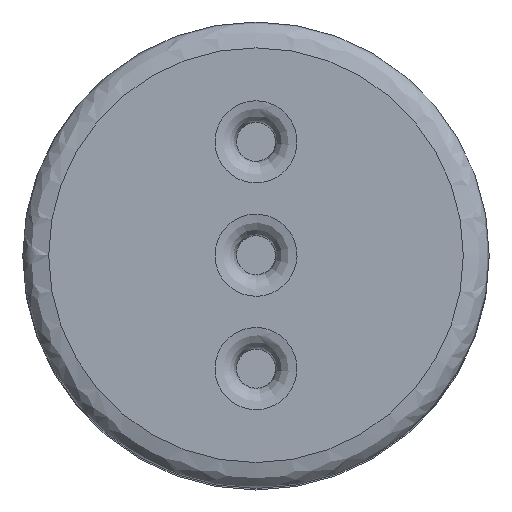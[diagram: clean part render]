
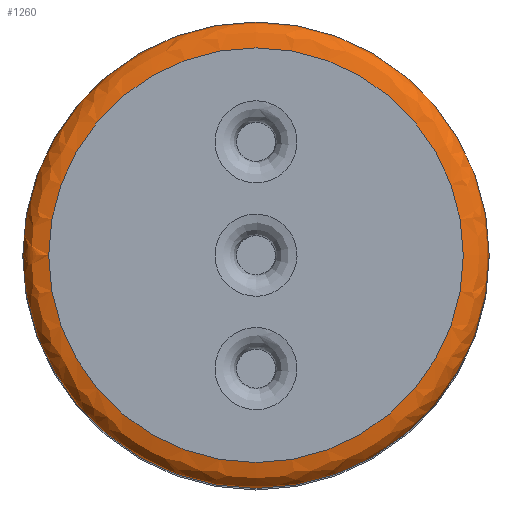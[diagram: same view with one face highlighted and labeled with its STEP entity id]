
A CAD part, top view. The second image highlights one B-rep face of the part: STEP entity #1260.
In plain terms, the highlighted free-form (B-spline) face has degree [3, 3] with [4, 7] control points.
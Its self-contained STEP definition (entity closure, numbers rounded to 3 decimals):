
#190=CARTESIAN_POINT('',(-10.8,-0.,40.999));
#191=VERTEX_POINT('',#190);
#192=CARTESIAN_POINT('',(-0.,0.,40.999));
#193=DIRECTION('',(0.,0.,1.));
#194=DIRECTION('',(-1.,0.,0.));
#195=AXIS2_PLACEMENT_3D('',#192,#193,#194);
#196=CIRCLE('',#195,10.8);
#197=EDGE_CURVE('',#191,#191,#196,.T.);
#1207=CARTESIAN_POINT('',(-9.6,-0.,41.999));
#1208=VERTEX_POINT('',#1207);
#1209=CARTESIAN_POINT('',(-0.,0.,41.999));
#1210=DIRECTION('',(0.,0.,1.));
#1211=DIRECTION('',(-1.,-0.,0.));
#1212=AXIS2_PLACEMENT_3D('',#1209,#1210,#1211);
#1213=CIRCLE('',#1212,9.6);
#1214=EDGE_CURVE('',#1208,#1208,#1213,.T.);
#1219=CARTESIAN_POINT('',(-10.8,0.,40.999));
#1220=CARTESIAN_POINT('',(-10.8,21.6,40.999));
#1221=CARTESIAN_POINT('',(10.8,21.6,40.999));
#1222=CARTESIAN_POINT('',(10.8,0.,40.999));
#1223=CARTESIAN_POINT('',(10.8,-21.6,40.999));
#1224=CARTESIAN_POINT('',(-10.8,-21.6,40.999));
#1225=CARTESIAN_POINT('',(-10.8,0.,40.999));
#1226=CARTESIAN_POINT('',(-10.8,0.,41.499));
#1227=CARTESIAN_POINT('',(-10.8,21.6,41.499));
#1228=CARTESIAN_POINT('',(10.8,21.6,41.499));
#1229=CARTESIAN_POINT('',(10.8,0.,41.499));
#1230=CARTESIAN_POINT('',(10.8,-21.6,41.499));
#1231=CARTESIAN_POINT('',(-10.8,-21.6,41.499));
#1232=CARTESIAN_POINT('',(-10.8,0.,41.499));
#1233=CARTESIAN_POINT('',(-10.4,0.,41.999));
#1234=CARTESIAN_POINT('',(-10.4,20.8,41.999));
#1235=CARTESIAN_POINT('',(10.4,20.8,41.999));
#1236=CARTESIAN_POINT('',(10.4,0.,41.999));
#1237=CARTESIAN_POINT('',(10.4,-20.8,41.999));
#1238=CARTESIAN_POINT('',(-10.4,-20.8,41.999));
#1239=CARTESIAN_POINT('',(-10.4,0.,41.999));
#1240=CARTESIAN_POINT('',(-9.6,0.,41.999));
#1241=CARTESIAN_POINT('',(-9.6,19.2,41.999));
#1242=CARTESIAN_POINT('',(9.6,19.2,41.999));
#1243=CARTESIAN_POINT('',(9.6,0.,41.999));
#1244=CARTESIAN_POINT('',(9.6,-19.2,41.999));
#1245=CARTESIAN_POINT('',(-9.6,-19.2,41.999));
#1246=CARTESIAN_POINT('',(-9.6,0.,41.999));
#1247=(BOUNDED_SURFACE()
B_SPLINE_SURFACE(3,3,((#1219,#1220,#1221,#1222,#1223,#1224,#1225),(#1226,#1227,#1228,#1229,#1230,#1231,#1232),(#1233,#1234,#1235,#1236,#1237,#1238,#1239),(#1240,#1241,#1242,#1243,#1244,#1245,#1246)),.UNSPECIFIED.,.F.,.T.,.U.)
B_SPLINE_SURFACE_WITH_KNOTS((4,4),(4,3,4),(0.5,0.75),(0.,0.5,1.),.UNSPECIFIED.)
GEOMETRIC_REPRESENTATION_ITEM()
RATIONAL_B_SPLINE_SURFACE(((1.,0.333,0.333,1.,0.333,0.333,1.),(0.667,0.222,0.222,0.667,0.222,0.222,0.667),(0.5,0.167,0.167,0.5,0.167,0.167,0.5),(0.5,0.167,0.167,0.5,0.167,0.167,0.5)))
REPRESENTATION_ITEM('')
SURFACE()
);
#1248=CARTESIAN_POINT('',(-9.6,0.,41.999));
#1249=CARTESIAN_POINT('',(-10.4,0.,41.999));
#1250=CARTESIAN_POINT('',(-10.8,0.,41.499));
#1251=CARTESIAN_POINT('',(-10.8,0.,40.999));
#1252=(BOUNDED_CURVE()
B_SPLINE_CURVE(3,(#1248,#1249,#1250,#1251),.UNSPECIFIED.,.F.,.F.)
B_SPLINE_CURVE_WITH_KNOTS((4,4),(0.25,0.5),.UNSPECIFIED.)
CURVE()
GEOMETRIC_REPRESENTATION_ITEM()
RATIONAL_B_SPLINE_CURVE((0.5,0.5,0.667,1.))
REPRESENTATION_ITEM(''));
#1253=EDGE_CURVE('',#1208,#191,#1252,.T.);
#1254=ORIENTED_EDGE('',*,*,#1253,.T.);
#1255=ORIENTED_EDGE('',*,*,#197,.T.);
#1256=ORIENTED_EDGE('',*,*,#1253,.F.);
#1257=ORIENTED_EDGE('',*,*,#1214,.F.);
#1258=EDGE_LOOP('',(#1254,#1255,#1256,#1257));
#1259=FACE_BOUND('',#1258,.T.);
#1260=ADVANCED_FACE('',(#1259),#1247,.T.);
